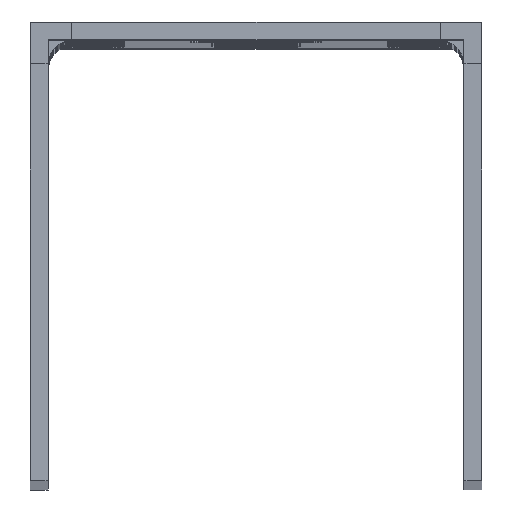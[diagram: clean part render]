
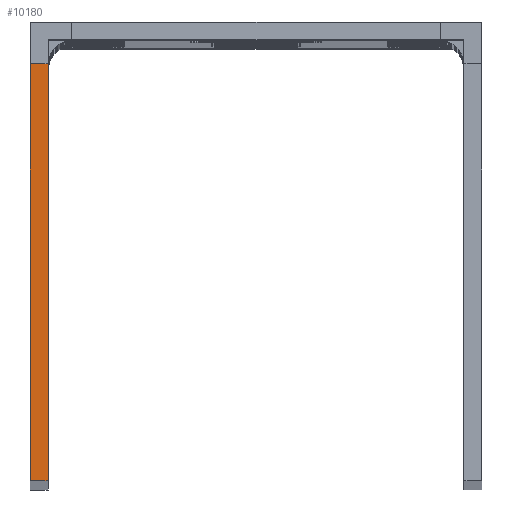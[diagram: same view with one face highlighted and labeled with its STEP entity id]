
A CAD part, top view. The second image highlights one B-rep face of the part: STEP entity #10180.
In plain terms, the highlighted planar face has unit normal (0, 0, 1).
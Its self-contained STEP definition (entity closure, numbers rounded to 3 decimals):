
#745=FACE_OUTER_BOUND('',#1343,.T.);
#1343=EDGE_LOOP('',(#8734,#8735,#8736,#8737));
#1447=LINE('',#14038,#2467);
#1462=LINE('',#14099,#2482);
#1541=LINE('',#14345,#2561);
#1611=LINE('',#14574,#2631);
#2467=VECTOR('',#11223,10.);
#2482=VECTOR('',#11272,10.);
#2561=VECTOR('',#11447,10.);
#2631=VECTOR('',#11613,10.);
#3897=VERTEX_POINT('',#14035);
#3898=VERTEX_POINT('',#14037);
#3925=VERTEX_POINT('',#14095);
#3927=VERTEX_POINT('',#14098);
#4809=EDGE_CURVE('',#3898,#3897,#1447,.T.);
#4839=EDGE_CURVE('',#3927,#3925,#1462,.T.);
#4963=EDGE_CURVE('',#3897,#3927,#1541,.T.);
#5078=EDGE_CURVE('',#3898,#3925,#1611,.T.);
#8734=ORIENTED_EDGE('',*,*,#4963,.T.);
#8735=ORIENTED_EDGE('',*,*,#4839,.T.);
#8736=ORIENTED_EDGE('',*,*,#5078,.F.);
#8737=ORIENTED_EDGE('',*,*,#4809,.T.);
#9244=PLANE('',#11079);
#10180=ADVANCED_FACE('',(#745),#9244,.F.);
#11079=AXIS2_PLACEMENT_3D('',#16611,#13739,#13740);
#11223=DIRECTION('',(0.,1.,0.));
#11272=DIRECTION('',(0.,-1.,0.));
#11447=DIRECTION('',(-1.,0.,0.));
#11613=DIRECTION('',(-1.,0.,0.));
#13739=DIRECTION('center_axis',(0.,0.,
-1.));
#13740=DIRECTION('ref_axis',(-1.,0.,0.));
#14035=CARTESIAN_POINT('',(-71.911,-2.,450.));
#14037=CARTESIAN_POINT('',(-71.911,-36.911,450.));
#14038=CARTESIAN_POINT('',(-71.911,-36.911,450.));
#14095=CARTESIAN_POINT('',(-73.411,-36.911,450.));
#14098=CARTESIAN_POINT('',(-73.411,-2.,450.));
#14099=CARTESIAN_POINT('',(-73.411,-36.911,450.));
#14345=CARTESIAN_POINT('',(-71.911,-2.,450.));
#14574=CARTESIAN_POINT('',(-71.911,-36.911,450.));
#16611=CARTESIAN_POINT('Origin',(-39.089,4.25,450.));
